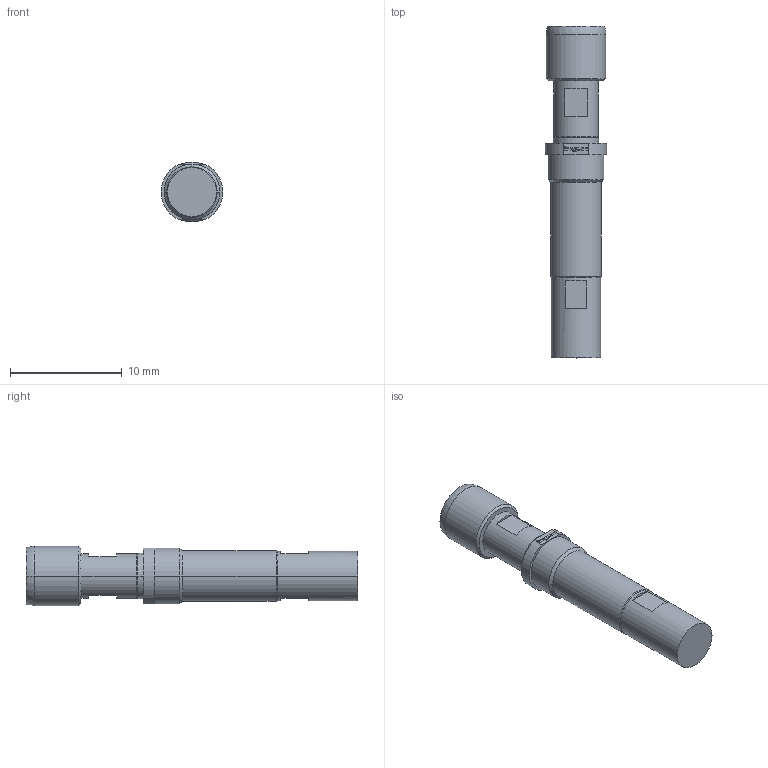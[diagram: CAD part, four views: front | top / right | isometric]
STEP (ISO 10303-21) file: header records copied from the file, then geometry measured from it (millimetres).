
FILE_DESCRIPTION (( 'STEP AP203' ), '1' );
FILE_NAME ('INGUN_HFS-4x0_303_150_A_xx43_E3_M.STEP', '2022-04-26T12:26:48', ( 'ochi' ), ( '' ), 'SwSTEP 2.0', 'SolidWorks 2018', '' );
FILE_SCHEMA (( 'CONFIG_CONTROL_DESIGN' ));
Length unit declared in the file: millimetre
Products named in the file (1): INGUN_HFS-4x0_303_150_A_xx43_E3_M
Bounding box: 5.5 x 29.7 x 5.35 mm (x, y, z)
Volume: 458.8 mm3; surface area: 536.1 mm2
Topology: 1 solids, 1 shells, 132 faces, 319 edges, 203 vertices
Faces by surface type: plane 70, cylinder 46, cone 14, torus 2
Entity records: 3922 total; most frequent: DIRECTION 691, CARTESIAN_POINT 672, ORIENTED_EDGE 634, EDGE_CURVE 317, AXIS2_PLACEMENT_3D 244, LINE 203, VERTEX_POINT 203, VECTOR 203
